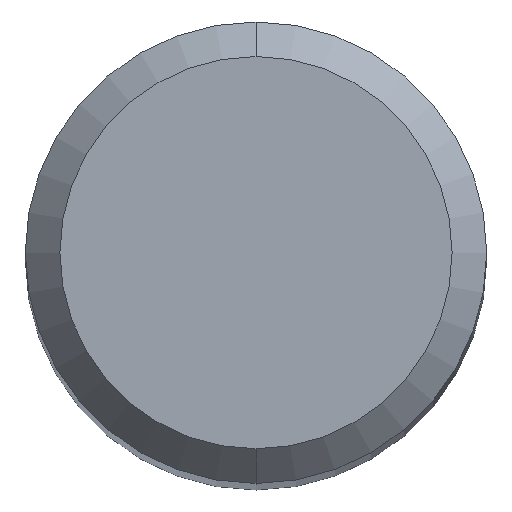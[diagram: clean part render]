
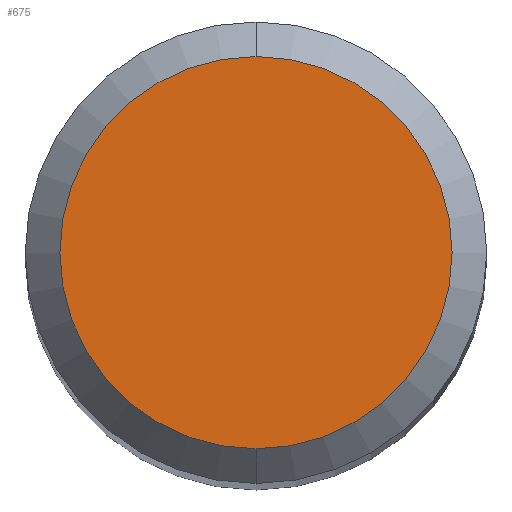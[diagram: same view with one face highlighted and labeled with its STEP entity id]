
A CAD part, top view. The second image highlights one B-rep face of the part: STEP entity #675.
In plain terms, the highlighted planar face has unit normal (0, 0, 1).
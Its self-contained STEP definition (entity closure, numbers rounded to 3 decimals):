
#415=VERTEX_POINT('',#1084);
#489=VERTEX_POINT('',#1165);
#675=ADVANCED_FACE('',(#1371),#1372,.T.);
#779=EDGE_CURVE('',#415,#489,#1485,.T.);
#897=EDGE_CURVE('',#489,#415,#1612,.T.);
#1084=CARTESIAN_POINT('',(0.,-1.7,0.0));
#1165=CARTESIAN_POINT('',(0.0,1.7,0.0));
#1371=FACE_OUTER_BOUND('',#3320,.T.);
#1372=PLANE('',#3321);
#1485=CIRCLE('',#3669,1.7);
#1612=CIRCLE('',#4061,1.7);
#3320=EDGE_LOOP('',(#4882,#4883));
#3321=AXIS2_PLACEMENT_3D('',#4884,#4885,#4886);
#3669=AXIS2_PLACEMENT_3D('',#5023,#5024,#5025);
#4061=AXIS2_PLACEMENT_3D('',#5147,#5148,#5149);
#4882=ORIENTED_EDGE('',*,*,#897,.F.);
#4883=ORIENTED_EDGE('',*,*,#779,.F.);
#4884=CARTESIAN_POINT('',(0.0,0.85,0.0));
#4885=DIRECTION('',(-0.0,0.0,1.0));
#4886=DIRECTION('',(0.0,-1.0,0.0));
#5023=CARTESIAN_POINT('',(0.0,0.0,0.0));
#5024=DIRECTION('',(0.0,0.0,-1.0));
#5025=DIRECTION('',(0.0,1.0,0.0));
#5147=CARTESIAN_POINT('',(0.0,0.0,0.0));
#5148=DIRECTION('',(0.0,0.0,-1.0));
#5149=DIRECTION('',(0.0,1.0,0.0));
